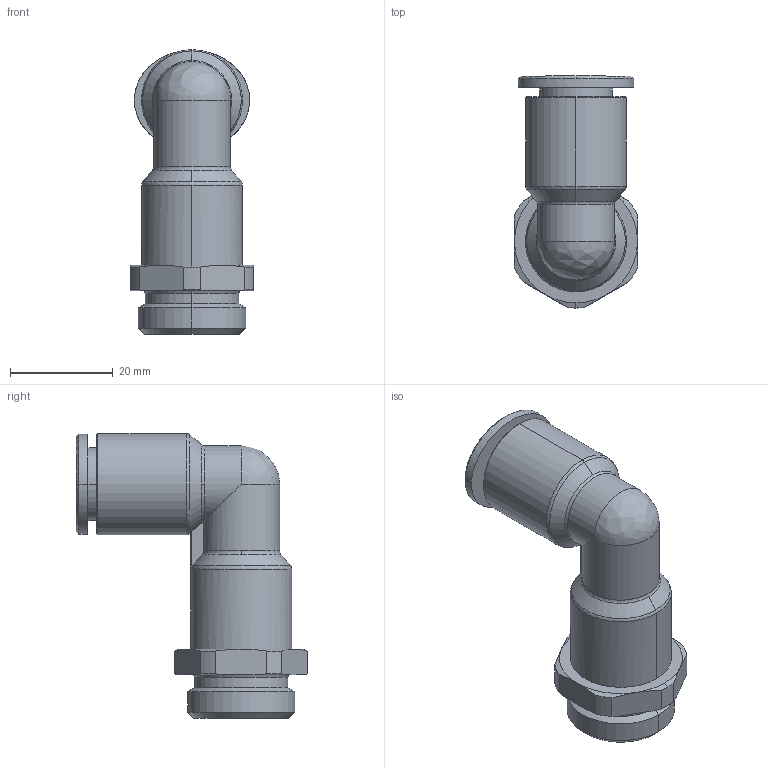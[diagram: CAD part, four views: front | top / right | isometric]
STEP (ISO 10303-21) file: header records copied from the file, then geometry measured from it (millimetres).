
FILE_DESCRIPTION (( 'STEP AP214' ), '1' );
FILE_NAME ('PLLP12-G04.stp', '2015-09-04T14:49:50', ( '' ), ( '' ), 'SwSTEP 2.0', 'SolidWorks 2015', '' );
FILE_SCHEMA (( 'AUTOMOTIVE_DESIGN' ));
Length unit declared in the file: millimetre
Products named in the file (2): ~~~~~~~~~~~~~ｦ+ﾃｦ1; PLLP12-G04
Assembly tree (1 placements, depth 2):
  PLLP12-G04
    ~~~~~~~~~~~~~ｦ+ﾃｦ1
Bounding box: 24 x 45.2 x 55.55 mm (x, y, z)
Volume: 17171.9 mm3; surface area: 7357.1 mm2
Topology: 1 solids, 1 shells, 428 faces, 1203 edges, 793 vertices
Faces by surface type: plane 349, cone 36, cylinder 24, bspline 13, torus 6
Entity records: 15295 total; most frequent: CARTESIAN_POINT 3419, ORIENTED_EDGE 2404, DIRECTION 2086, EDGE_CURVE 1202, LINE 1032, VECTOR 1032, VERTEX_POINT 793, AXIS2_PLACEMENT_3D 527
